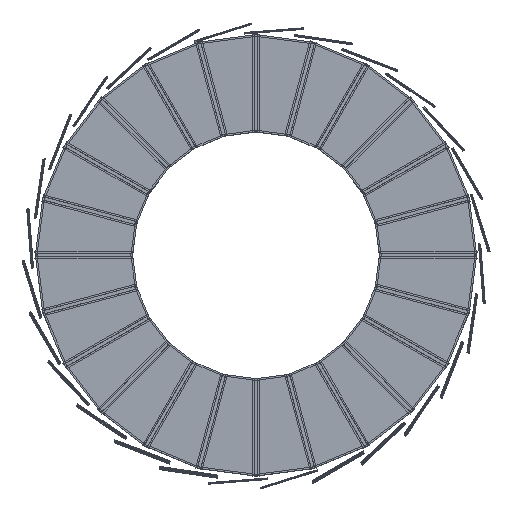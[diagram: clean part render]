
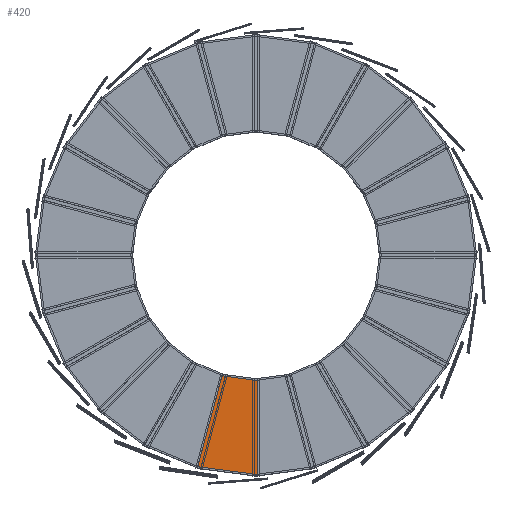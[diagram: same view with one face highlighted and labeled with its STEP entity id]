
A CAD part, top view. The second image highlights one B-rep face of the part: STEP entity #420.
In plain terms, the highlighted face is planar.
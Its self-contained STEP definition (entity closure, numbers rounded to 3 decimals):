
#307=CARTESIAN_POINT('',(-10.781,-27.886,-0.15));
#308=VERTEX_POINT('',#307);
#309=CARTESIAN_POINT('',(10.781,-27.886,-0.15));
#310=VERTEX_POINT('',#309);
#311=CARTESIAN_POINT('',(-10.781,-27.886,-0.15));
#312=DIRECTION('',(1.0,0.0,0.0));
#313=VECTOR('',#312,21.562);
#314=LINE('',#311,#313);
#315=EDGE_CURVE('',#308,#310,#314,.T.);
#355=CARTESIAN_POINT('',(-18.123,27.886,-0.15));
#356=VERTEX_POINT('',#355);
#363=CARTESIAN_POINT('',(-18.123,27.886,-0.15));
#364=DIRECTION('',(0.131,-0.991,0.0));
#365=VECTOR('',#364,56.253);
#366=LINE('',#363,#365);
#367=EDGE_CURVE('',#356,#308,#366,.T.);
#386=CARTESIAN_POINT('',(18.123,27.886,-0.15));
#387=VERTEX_POINT('',#386);
#394=CARTESIAN_POINT('',(18.123,27.886,-0.15));
#395=DIRECTION('',(-1.0,0.0,0.0));
#396=VECTOR('',#395,36.247);
#397=LINE('',#394,#396);
#398=EDGE_CURVE('',#387,#356,#397,.T.);
#404=CARTESIAN_POINT('',(9.33,27.655,-0.15));
#405=DIRECTION('',(0.0,0.0,1.0));
#406=DIRECTION('',(1.0,0.0,0.0));
#407=AXIS2_PLACEMENT_3D('',#404,#405,#406);
#408=PLANE('',#407);
#409=ORIENTED_EDGE('',*,*,#398,.F.);
#410=CARTESIAN_POINT('',(10.781,-27.886,-0.15));
#411=DIRECTION('',(0.131,0.991,0.0));
#412=VECTOR('',#411,56.253);
#413=LINE('',#410,#412);
#414=EDGE_CURVE('',#310,#387,#413,.T.);
#415=ORIENTED_EDGE('',*,*,#414,.F.);
#416=ORIENTED_EDGE('',*,*,#315,.F.);
#417=ORIENTED_EDGE('',*,*,#367,.F.);
#418=EDGE_LOOP('',(#409,#415,#416,#417));
#419=FACE_OUTER_BOUND('',#418,.T.);
#420=ADVANCED_FACE('',(#419),#408,.F.);
